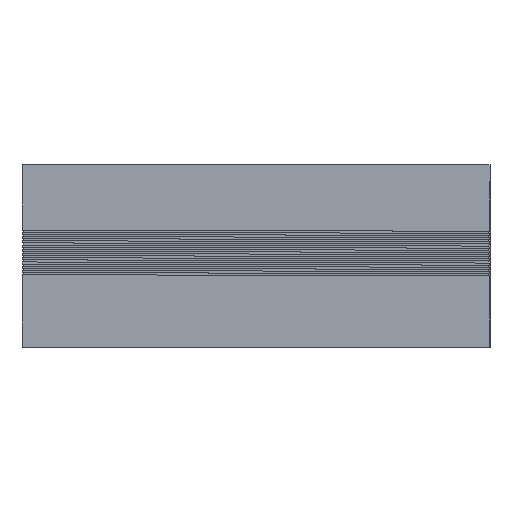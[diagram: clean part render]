
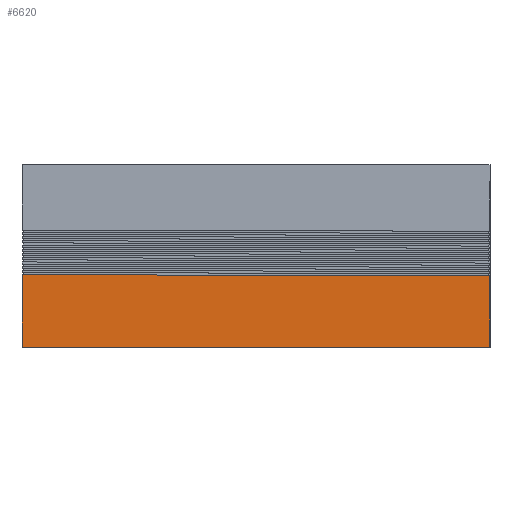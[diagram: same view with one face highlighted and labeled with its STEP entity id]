
A CAD part, top view. The second image highlights one B-rep face of the part: STEP entity #6620.
In plain terms, the highlighted planar face has unit normal (0, 0, 1).
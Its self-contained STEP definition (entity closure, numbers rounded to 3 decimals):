
#52 = DIRECTION ( 'NONE',  ( 1., 0., 0. ) ) ;
#168 = VERTEX_POINT ( 'NONE', #1644 ) ;
#438 = ORIENTED_EDGE ( 'NONE', *, *, #5941, .T. ) ;
#724 = VERTEX_POINT ( 'NONE', #6459 ) ;
#755 = CARTESIAN_POINT ( 'NONE',  ( 258.319, 1.591, 0. ) ) ;
#762 = CARTESIAN_POINT ( 'NONE',  ( -71.681, 2.341, 0. ) ) ;
#767 = CARTESIAN_POINT ( 'NONE',  ( 257.319, 1.591, 0. ) ) ;
#838 = ORIENTED_EDGE ( 'NONE', *, *, #1974, .F. ) ;
#878 = LINE ( 'NONE', #762, #6266 ) ;
#1126 = VECTOR ( 'NONE', #4819, 1000. ) ;
#1189 = CARTESIAN_POINT ( 'NONE',  ( 258.319, 80.091, 0. ) ) ;
#1190 = CARTESIAN_POINT ( 'NONE',  ( -72.681, 80.091, 0. ) ) ;
#1490 = CARTESIAN_POINT ( 'NONE',  ( 257.319, 1.591, 0. ) ) ;
#1644 = CARTESIAN_POINT ( 'NONE',  ( -72.681, -48.909, 0. ) ) ;
#1854 = EDGE_CURVE ( 'NONE', #3088, #168, #4024, .T. ) ;
#1974 = EDGE_CURVE ( 'NONE', #724, #3672, #5479, .T. ) ;
#2182 = ORIENTED_EDGE ( 'NONE', *, *, #4497, .T. ) ;
#2188 = EDGE_CURVE ( 'NONE', #3672, #4488, #2785, .T. ) ;
#2379 = DIRECTION ( 'NONE',  ( 1., -0.002, 0. ) ) ;
#2594 = CARTESIAN_POINT ( 'NONE',  ( 258.319, -48.909, 0. ) ) ;
#2690 = AXIS2_PLACEMENT_3D ( 'NONE', #6284, #3148, #52 ) ;
#2785 = LINE ( 'NONE', #767, #4017 ) ;
#3088 = VERTEX_POINT ( 'NONE', #4121 ) ;
#3148 = DIRECTION ( 'NONE',  ( 0., 0., 1. ) ) ;
#3331 = ORIENTED_EDGE ( 'NONE', *, *, #5846, .T. ) ;
#3384 = DIRECTION ( 'NONE',  ( -1., 0., 0. ) ) ;
#3672 = VERTEX_POINT ( 'NONE', #1490 ) ;
#3937 = VECTOR ( 'NONE', #2379, 1000. ) ;
#4017 = VECTOR ( 'NONE', #6493, 1000. ) ;
#4024 = LINE ( 'NONE', #1190, #6659 ) ;
#4061 = LINE ( 'NONE', #4904, #6697 ) ;
#4121 = CARTESIAN_POINT ( 'NONE',  ( -72.681, 2.341, 0. ) ) ;
#4488 = VERTEX_POINT ( 'NONE', #755 ) ;
#4497 = EDGE_CURVE ( 'NONE', #168, #4896, #4061, .T. ) ;
#4819 = DIRECTION ( 'NONE',  ( 0., 1., 0. ) ) ;
#4896 = VERTEX_POINT ( 'NONE', #2594 ) ;
#4904 = CARTESIAN_POINT ( 'NONE',  ( -72.681, -48.909, 0. ) ) ;
#4961 = CARTESIAN_POINT ( 'NONE',  ( 0.005, 2.178, 0. ) ) ;
#5108 = LINE ( 'NONE', #1189, #1126 ) ;
#5342 = DIRECTION ( 'NONE',  ( 0., -1., 0. ) ) ;
#5433 = DIRECTION ( 'NONE',  ( 1., 0., 0. ) ) ;
#5476 = EDGE_LOOP ( 'NONE', ( #838, #438, #6176, #2182, #3331, #5528 ) ) ;
#5479 = LINE ( 'NONE', #4961, #3937 ) ;
#5528 = ORIENTED_EDGE ( 'NONE', *, *, #2188, .F. ) ;
#5846 = EDGE_CURVE ( 'NONE', #4896, #4488, #5108, .T. ) ;
#5941 = EDGE_CURVE ( 'NONE', #724, #3088, #878, .T. ) ;
#6007 = FACE_OUTER_BOUND ( 'NONE', #5476, .T. ) ;
#6176 = ORIENTED_EDGE ( 'NONE', *, *, #1854, .T. ) ;
#6258 = PLANE ( 'NONE',  #2690 ) ;
#6266 = VECTOR ( 'NONE', #3384, 1000. ) ;
#6284 = CARTESIAN_POINT ( 'NONE',  ( 0., 0., 0. ) ) ;
#6459 = CARTESIAN_POINT ( 'NONE',  ( -71.681, 2.341, 0. ) ) ;
#6493 = DIRECTION ( 'NONE',  ( 1., 0., 0. ) ) ;
#6620 = ADVANCED_FACE ( 'NONE', ( #6007 ), #6258, .T. ) ;
#6659 = VECTOR ( 'NONE', #5342, 1000. ) ;
#6697 = VECTOR ( 'NONE', #5433, 1000. ) ;
